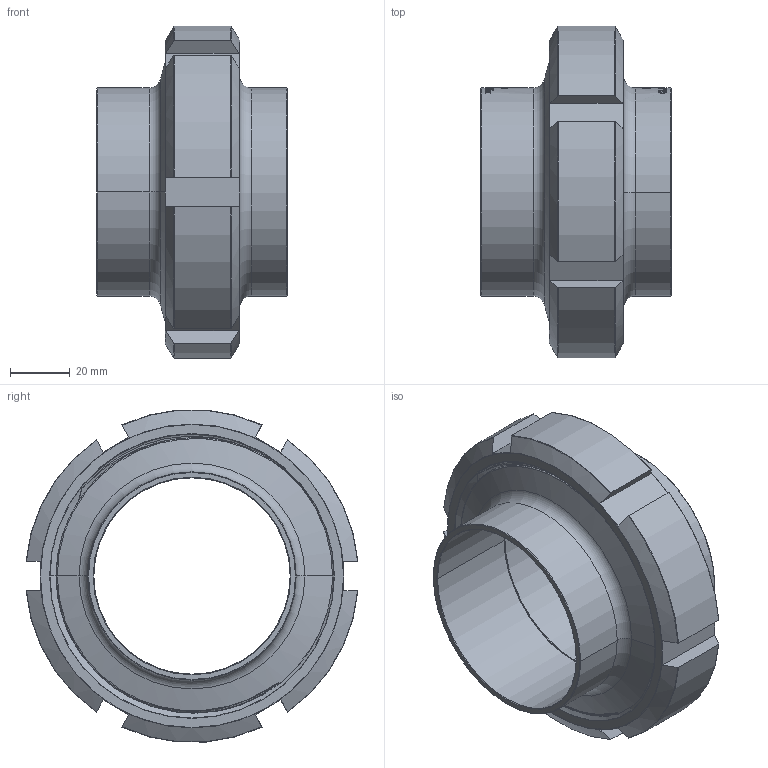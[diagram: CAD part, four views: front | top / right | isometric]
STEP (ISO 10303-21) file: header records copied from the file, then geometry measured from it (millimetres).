
FILE_DESCRIPTION (( 'STEP AP214' ), '1' );
FILE_NAME ('GL-212-065-x Verschraubung DIN11851 heco.STEP', '2018-09-14T12:07:19', ( '' ), ( '' ), 'SwSTEP 2.0', 'SolidWorks 2016', '' );
FILE_SCHEMA (( 'AUTOMOTIVE_DESIGN' ));
Length unit declared in the file: millimetre
Products named in the file (1): GL-212-065-x Verschraubung DIN11851 heco
Bounding box: 64 x 111.55 x 111.58 mm (x, y, z)
Volume: 160044.7 mm3; surface area: 77603.6 mm2
Topology: 4 solids, 4 shells, 723 faces, 1884 edges, 1234 vertices
Faces by surface type: bspline 304, plane 229, cylinder 89, torus 75, cone 26
Entity records: 63801 total; most frequent: CARTESIAN_POINT 40635, ORIENTED_EDGE 3768, DIRECTION 2073, EDGE_CURVE 1884, VERTEX_POINT 1234, B_SPLINE_CURVE_WITH_KNOTS 964, EDGE_LOOP 796, AXIS2_PLACEMENT_3D 770
